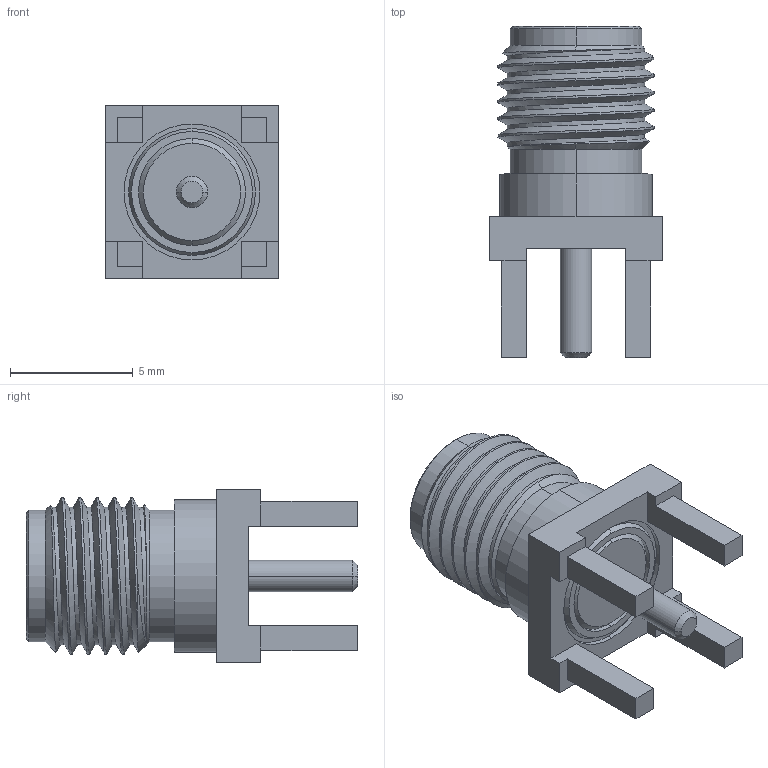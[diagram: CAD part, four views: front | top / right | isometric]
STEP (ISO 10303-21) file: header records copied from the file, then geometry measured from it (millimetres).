
FILE_DESCRIPTION (( 'STEP AP214' ), '1' );
FILE_NAME ('901-144-8RFX.STEP', '2023-05-06T15:00:44', ( '' ), ( '' ), 'SwSTEP 2.0', 'SolidWorks 2021', '' );
FILE_SCHEMA (( 'AUTOMOTIVE_DESIGN' ));
Length unit declared in the file: millimetre
Products named in the file (1): 901-144-8RFX
Bounding box: 7 x 13.47 x 7 mm (x, y, z)
Volume: 262.7 mm3; surface area: 706.7 mm2
Topology: 3 solids, 3 shells, 82 faces, 203 edges, 132 vertices
Faces by surface type: plane 39, cylinder 28, cone 12, bspline 3
Entity records: 4159 total; most frequent: CARTESIAN_POINT 2190, ORIENTED_EDGE 406, DIRECTION 379, EDGE_CURVE 203, VERTEX_POINT 132, AXIS2_PLACEMENT_3D 128, LINE 123, VECTOR 123
